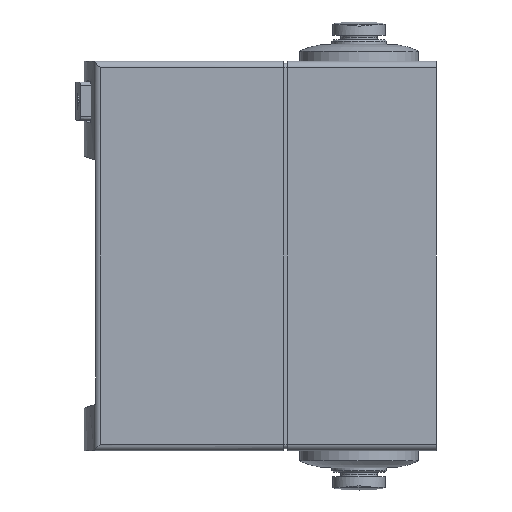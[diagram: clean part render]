
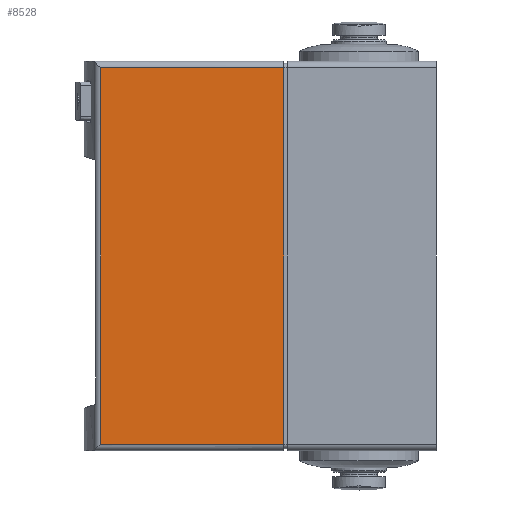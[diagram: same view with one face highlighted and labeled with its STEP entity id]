
A CAD part, left-side view. The second image highlights one B-rep face of the part: STEP entity #8528.
In plain terms, the highlighted planar face has unit normal (-1, 0, 0).
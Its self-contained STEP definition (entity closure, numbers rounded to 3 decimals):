
#721=ORIENTED_EDGE('',*,*,#2468,.T.);
#722=ORIENTED_EDGE('',*,*,#2469,.T.);
#723=ORIENTED_EDGE('',*,*,#2470,.F.);
#724=ORIENTED_EDGE('',*,*,#2466,.T.);
#2466=EDGE_CURVE('',#3325,#3324,#3877,.T.);
#2468=EDGE_CURVE('',#3324,#3326,#3878,.T.);
#2469=EDGE_CURVE('',#3326,#3327,#3879,.T.);
#2470=EDGE_CURVE('',#3325,#3327,#3880,.T.);
#3324=VERTEX_POINT('',#11812);
#3325=VERTEX_POINT('',#11814);
#3326=VERTEX_POINT('',#11818);
#3327=VERTEX_POINT('',#11820);
#3877=LINE('',#11813,#4497);
#3878=LINE('',#11817,#4498);
#3879=LINE('',#11819,#4499);
#3880=LINE('',#11821,#4500);
#4497=VECTOR('',#9833,1000.);
#4498=VECTOR('',#9838,1000.);
#4499=VECTOR('',#9839,1000.);
#4500=VECTOR('',#9840,1000.);
#4986=EDGE_LOOP('',(#721,#722,#723,#724));
#5410=FACE_BOUND('',#4986,.T.);
#5815=PLANE('',#8965);
#8528=ADVANCED_FACE('',(#5410),#5815,.F.);
#8965=AXIS2_PLACEMENT_3D('',#11816,#9836,#9837);
#9833=DIRECTION('',(0.,0.,-1.));
#9836=DIRECTION('',(1.,0.,0.));
#9837=DIRECTION('',(0.,0.,-1.));
#9838=DIRECTION('',(0.,-1.,0.));
#9839=DIRECTION('',(0.,0.,1.));
#9840=DIRECTION('',(0.,-1.,0.));
#11812=CARTESIAN_POINT('',(-10.,49.984,-28.));
#11813=CARTESIAN_POINT('',(-10.,49.984,29.));
#11814=CARTESIAN_POINT('',(-10.,49.984,28.));
#11816=CARTESIAN_POINT('',(-10.,52.5,-28.));
#11817=CARTESIAN_POINT('',(-10.,52.5,-28.));
#11818=CARTESIAN_POINT('',(-10.,22.7,-28.));
#11819=CARTESIAN_POINT('',(-10.,22.7,-28.));
#11820=CARTESIAN_POINT('',(-10.,22.7,28.));
#11821=CARTESIAN_POINT('',(-10.,52.5,28.));
